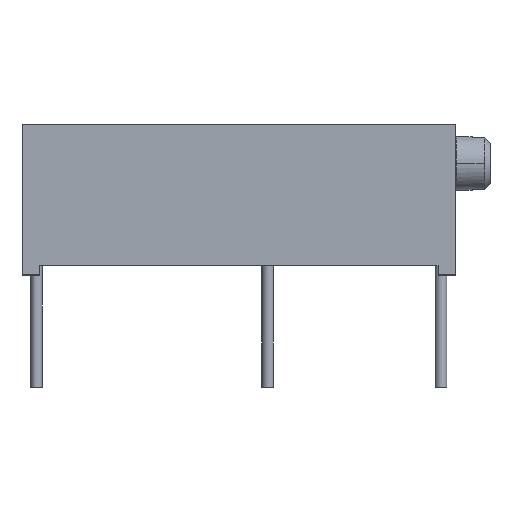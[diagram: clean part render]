
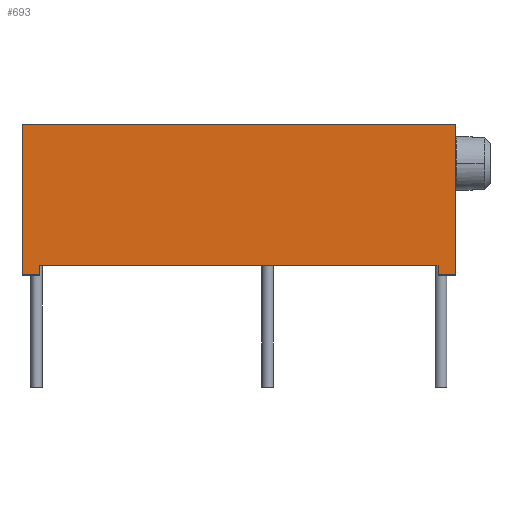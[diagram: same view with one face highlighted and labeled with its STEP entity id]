
A CAD part, top view. The second image highlights one B-rep face of the part: STEP entity #693.
In plain terms, the highlighted planar face has unit normal (0, 0, 1).
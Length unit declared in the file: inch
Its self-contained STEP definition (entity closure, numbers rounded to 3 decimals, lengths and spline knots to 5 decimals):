
#138=DIRECTION('',(-1.,0.,0.));
#139=VECTOR('',#138,0.75);
#140=CARTESIAN_POINT('',(0.375,0.26,0.095));
#141=LINE('',#140,#139);
#154=DIRECTION('',(-1.,0.,0.));
#155=VECTOR('',#154,0.69);
#156=CARTESIAN_POINT('',(0.345,0.016,0.095));
#157=LINE('',#156,#155);
#158=DIRECTION('',(0.,-1.,0.));
#159=VECTOR('',#158,0.016);
#160=CARTESIAN_POINT('',(-0.345,0.016,0.095));
#161=LINE('',#160,#159);
#162=DIRECTION('',(-1.,0.,0.));
#163=VECTOR('',#162,0.03);
#164=CARTESIAN_POINT('',(-0.345,0.,0.095));
#165=LINE('',#164,#163);
#166=DIRECTION('',(0.,-1.,0.));
#167=VECTOR('',#166,0.26);
#168=CARTESIAN_POINT('',(0.375,0.26,0.095));
#169=LINE('',#168,#167);
#170=DIRECTION('',(-1.,0.,0.));
#171=VECTOR('',#170,0.03);
#172=CARTESIAN_POINT('',(0.375,0.,0.095));
#173=LINE('',#172,#171);
#216=DIRECTION('',(0.,-1.,0.));
#217=VECTOR('',#216,0.26);
#218=CARTESIAN_POINT('',(-0.375,0.26,0.095));
#219=LINE('',#218,#217);
#230=DIRECTION('',(0.,-1.,0.));
#231=VECTOR('',#230,0.016);
#232=CARTESIAN_POINT('',(0.345,0.016,0.095));
#233=LINE('',#232,#231);
#403=CARTESIAN_POINT('',(-0.345,0.016,0.095));
#404=VERTEX_POINT('',#403);
#405=CARTESIAN_POINT('',(0.345,0.016,0.095));
#406=VERTEX_POINT('',#405);
#421=CARTESIAN_POINT('',(0.345,0.,0.095));
#422=VERTEX_POINT('',#421);
#425=CARTESIAN_POINT('',(-0.345,0.,0.095));
#426=VERTEX_POINT('',#425);
#427=CARTESIAN_POINT('',(-0.375,0.,0.095));
#428=VERTEX_POINT('',#427);
#429=CARTESIAN_POINT('',(-0.375,0.26,0.095));
#430=VERTEX_POINT('',#429);
#431=CARTESIAN_POINT('',(0.375,0.26,0.095));
#432=VERTEX_POINT('',#431);
#433=CARTESIAN_POINT('',(0.375,0.,0.095));
#434=VERTEX_POINT('',#433);
#674=CARTESIAN_POINT('',(-0.375,0.,0.095));
#675=DIRECTION('',(0.,0.,1.));
#676=DIRECTION('',(1.,0.,0.));
#677=AXIS2_PLACEMENT_3D('',#674,#675,#676);
#678=PLANE('',#677);
#679=ORIENTED_EDGE('',*,*,#588,.T.);
#681=ORIENTED_EDGE('',*,*,#680,.T.);
#683=ORIENTED_EDGE('',*,*,#682,.T.);
#685=ORIENTED_EDGE('',*,*,#684,.F.);
#686=ORIENTED_EDGE('',*,*,#665,.F.);
#687=ORIENTED_EDGE('',*,*,#514,.T.);
#688=ORIENTED_EDGE('',*,*,#537,.T.);
#690=ORIENTED_EDGE('',*,*,#689,.F.);
#691=EDGE_LOOP('',(#679,#681,#683,#685,#686,#687,#688,#690));
#692=FACE_OUTER_BOUND('',#691,.F.);
#693=ADVANCED_FACE('',(#692),#678,.T.);
#514=EDGE_CURVE('',#432,#434,#169,.T.);
#537=EDGE_CURVE('',#434,#422,#173,.T.);
#588=EDGE_CURVE('',#406,#404,#157,.T.);
#665=EDGE_CURVE('',#432,#430,#141,.T.);
#680=EDGE_CURVE('',#404,#426,#161,.T.);
#682=EDGE_CURVE('',#426,#428,#165,.T.);
#684=EDGE_CURVE('',#430,#428,#219,.T.);
#689=EDGE_CURVE('',#406,#422,#233,.T.);
